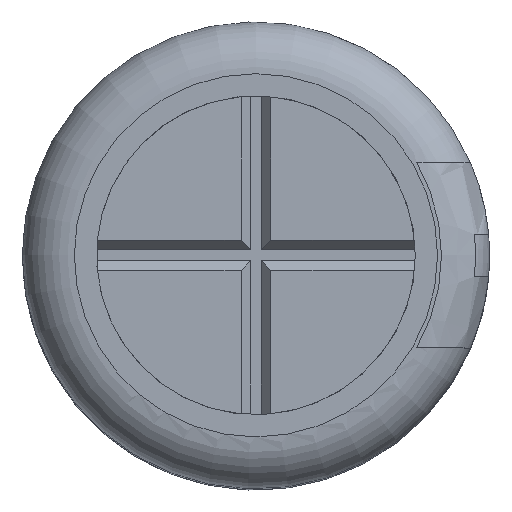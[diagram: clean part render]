
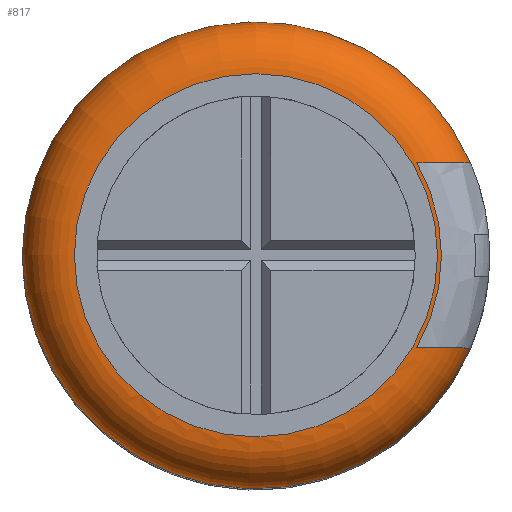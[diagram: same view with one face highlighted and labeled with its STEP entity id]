
A CAD part, top view. The second image highlights one B-rep face of the part: STEP entity #817.
In plain terms, the highlighted toroidal (fillet/blend) face has major radius 2.45 mm and minor radius 0.7 mm.
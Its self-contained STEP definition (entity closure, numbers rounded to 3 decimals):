
#450=CARTESIAN_POINT('',(2.891,-1.25,10.3));
#451=VERTEX_POINT('',#450);
#460=CARTESIAN_POINT('',(2.891,1.25,10.3));
#461=VERTEX_POINT('',#460);
#462=CARTESIAN_POINT('',(0.0,0.0,10.3));
#463=DIRECTION('',(-0.0,-0.0,-1.0));
#464=DIRECTION('',(1.0,0.0,-0.0));
#465=AXIS2_PLACEMENT_3D('',#462,#463,#464);
#466=CIRCLE('',#465,3.15);
#467=EDGE_CURVE('n� 285',#451,#461,#466,.T.);
#755=CARTESIAN_POINT('',(2.45,0.0,11.0));
#756=VERTEX_POINT('',#755);
#757=CARTESIAN_POINT('',(0.0,0.0,11.0));
#758=DIRECTION('',(0.0,0.0,1.0));
#759=DIRECTION('',(1.0,0.0,-0.0));
#760=AXIS2_PLACEMENT_3D('',#757,#758,#759);
#761=CIRCLE('',#760,2.45);
#762=EDGE_CURVE('n� 94',#756,#756,#761,.T.);
#763=ORIENTED_EDGE('',*,*,#762,.F.);
#764=EDGE_LOOP('',(#763));
#765=FACE_OUTER_BOUND('',#764,.T.);
#766=ORIENTED_EDGE('',*,*,#467,.F.);
#767=CARTESIAN_POINT('',(2.168,-1.25,10.998));
#768=VERTEX_POINT('',#767);
#769=CARTESIAN_POINT('',(2.891,-1.25,10.3));
#770=CARTESIAN_POINT('',(2.891,-1.25,10.35));
#771=CARTESIAN_POINT('',(2.885,-1.25,10.401));
#772=CARTESIAN_POINT('',(2.857,-1.25,10.52));
#773=CARTESIAN_POINT('',(2.828,-1.25,10.588));
#774=CARTESIAN_POINT('',(2.75,-1.25,10.712));
#775=CARTESIAN_POINT('',(2.7,-1.25,10.769));
#776=CARTESIAN_POINT('',(2.582,-1.25,10.866));
#777=CARTESIAN_POINT('',(2.512,-1.25,10.907));
#778=CARTESIAN_POINT('',(2.359,-1.25,10.969));
#779=CARTESIAN_POINT('',(2.273,-1.25,10.989));
#780=CARTESIAN_POINT('',(2.181,-1.25,10.997));
#781=CARTESIAN_POINT('',(2.174,-1.25,10.998));
#782=CARTESIAN_POINT('',(2.168,-1.25,10.998));
#783=B_SPLINE_CURVE_WITH_KNOTS('',3,(#769,#770,#771,#772,#773,#774,#775,#776,#777,#778,
    #779,#780,#781,#782),.UNSPECIFIED.,.F.,.U.,
 (4,2,2,2,2,2,4),(0.0,0.137,0.333,0.534,0.748,0.984,1.0),.UNSPECIFIED.);
#784=EDGE_CURVE('n� 314',#451,#768,#783,.T.);
#785=ORIENTED_EDGE('',*,*,#784,.T.);
#786=CARTESIAN_POINT('',(2.168,1.25,10.998));
#787=VERTEX_POINT('',#786);
#788=CARTESIAN_POINT('',(0.0,0.0,10.998));
#789=DIRECTION('',(-0.0,-0.0,1.0));
#790=DIRECTION('',(-1.0,0.0,-0.0));
#791=AXIS2_PLACEMENT_3D('',#788,#789,#790);
#792=CIRCLE('',#791,2.503);
#793=EDGE_CURVE('n� 311',#768,#787,#792,.T.);
#794=ORIENTED_EDGE('',*,*,#793,.T.);
#795=CARTESIAN_POINT('',(2.168,1.25,10.998));
#796=CARTESIAN_POINT('',(2.219,1.25,10.995));
#797=CARTESIAN_POINT('',(2.27,1.25,10.987));
#798=CARTESIAN_POINT('',(2.421,1.25,10.951));
#799=CARTESIAN_POINT('',(2.52,1.25,10.907));
#800=CARTESIAN_POINT('',(2.678,1.25,10.792));
#801=CARTESIAN_POINT('',(2.742,1.25,10.724));
#802=CARTESIAN_POINT('',(2.833,1.25,10.58));
#803=CARTESIAN_POINT('',(2.864,1.25,10.503));
#804=CARTESIAN_POINT('',(2.887,1.25,10.384));
#805=CARTESIAN_POINT('',(2.891,1.25,10.342));
#806=CARTESIAN_POINT('',(2.891,1.25,10.3));
#807=B_SPLINE_CURVE_WITH_KNOTS('',3,(#795,#796,#797,#798,#799,#800,#801,#802,#803,#804,
    #805,#806),.UNSPECIFIED.,.F.,.U.,
 (4,2,2,2,2,4),(0.0,0.138,0.422,0.669,0.887,1.0),.UNSPECIFIED.);
#808=EDGE_CURVE('n� 307',#787,#461,#807,.T.);
#809=ORIENTED_EDGE('',*,*,#808,.T.);
#810=EDGE_LOOP('',(#766,#785,#794,#809));
#811=FACE_BOUND('',#810,.T.);
#812=CARTESIAN_POINT('',(0.0,0.0,10.3));
#813=DIRECTION('',(0.0,0.0,1.0));
#814=DIRECTION('',(1.0,0.0,-0.0));
#815=AXIS2_PLACEMENT_3D('',#812,#813,#814);
#816=TOROIDAL_SURFACE('',#815,2.45,0.7);
#817=ADVANCED_FACE('n� 317',(#765,#811),#816,.T.);
